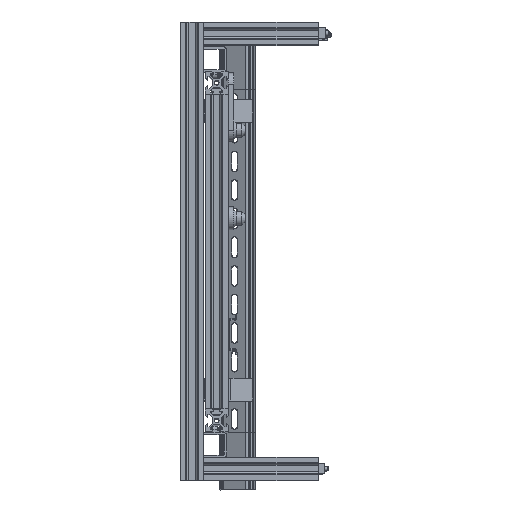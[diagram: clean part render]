
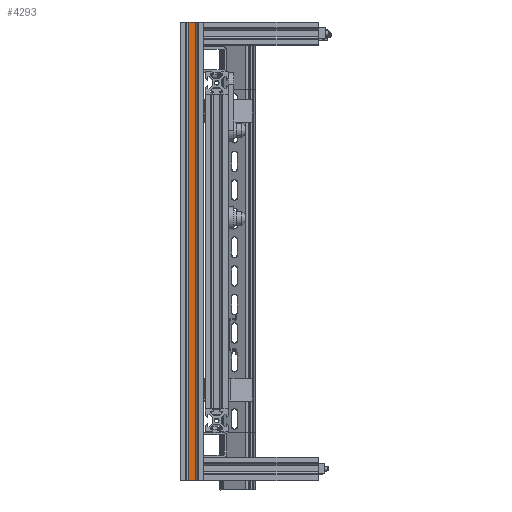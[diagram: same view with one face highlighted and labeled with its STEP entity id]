
A CAD part, top view. The second image highlights one B-rep face of the part: STEP entity #4293.
In plain terms, the highlighted face is planar.
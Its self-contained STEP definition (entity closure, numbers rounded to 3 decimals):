
#3375 = VERTEX_POINT('',#3376);
#3376 = CARTESIAN_POINT('',(2.84,3.901,400.));
#3382 = EDGE_CURVE('',#3375,#3383,#3385,.T.);
#3383 = VERTEX_POINT('',#3384);
#3384 = CARTESIAN_POINT('',(-2.84,3.901,400.));
#3385 = LINE('',#3386,#3387);
#3386 = CARTESIAN_POINT('',(3.901,3.901,400.));
#3387 = VECTOR('',#3388,1.);
#3388 = DIRECTION('',(-1.,0.,0.));
#3754 = VERTEX_POINT('',#3755);
#3755 = CARTESIAN_POINT('',(-2.84,3.901,0.));
#3761 = EDGE_CURVE('',#3762,#3754,#3764,.T.);
#3762 = VERTEX_POINT('',#3763);
#3763 = CARTESIAN_POINT('',(2.84,3.901,0.));
#3764 = LINE('',#3765,#3766);
#3765 = CARTESIAN_POINT('',(3.901,3.901,0.));
#3766 = VECTOR('',#3767,1.);
#3767 = DIRECTION('',(-1.,0.,0.));
#4282 = EDGE_CURVE('',#3762,#3375,#4283,.T.);
#4283 = LINE('',#4284,#4285);
#4284 = CARTESIAN_POINT('',(2.84,3.901,0.));
#4285 = VECTOR('',#4286,1.);
#4286 = DIRECTION('',(0.,0.,1.));
#4293 = ADVANCED_FACE('',(#4294),#4305,.T.);
#4294 = FACE_BOUND('',#4295,.T.);
#4295 = EDGE_LOOP('',(#4296,#4297,#4303,#4304));
#4296 = ORIENTED_EDGE('',*,*,#3761,.T.);
#4297 = ORIENTED_EDGE('',*,*,#4298,.T.);
#4298 = EDGE_CURVE('',#3754,#3383,#4299,.T.);
#4299 = LINE('',#4300,#4301);
#4300 = CARTESIAN_POINT('',(-2.84,3.901,0.));
#4301 = VECTOR('',#4302,1.);
#4302 = DIRECTION('',(0.,0.,1.));
#4303 = ORIENTED_EDGE('',*,*,#3382,.F.);
#4304 = ORIENTED_EDGE('',*,*,#4282,.F.);
#4305 = PLANE('',#4306);
#4306 = AXIS2_PLACEMENT_3D('',#4307,#4308,#4309);
#4307 = CARTESIAN_POINT('',(3.901,3.901,0.));
#4308 = DIRECTION('',(0.,1.,0.));
#4309 = DIRECTION('',(-1.,0.,0.));
